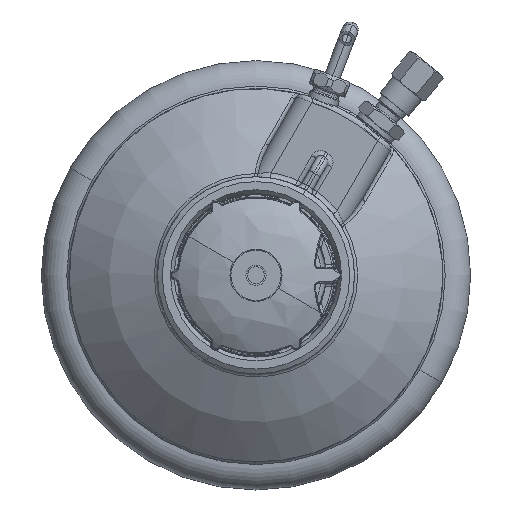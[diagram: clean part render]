
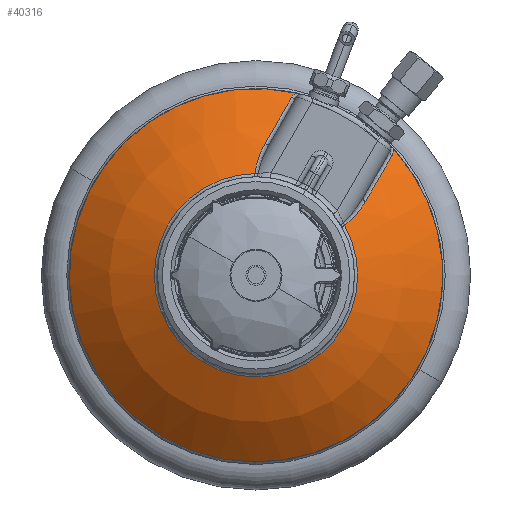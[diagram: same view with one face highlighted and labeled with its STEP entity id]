
A CAD part, front view. The second image highlights one B-rep face of the part: STEP entity #40316.
In plain terms, the highlighted spherical face has radius 84 mm.
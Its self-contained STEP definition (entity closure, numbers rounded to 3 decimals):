
#6077=CARTESIAN_POINT('',(2.851,-106.709,41.443));
#6078=CARTESIAN_POINT('',(3.087,-106.468,41.852));
#6079=CARTESIAN_POINT('',(3.559,-105.974,42.668));
#6080=CARTESIAN_POINT('',(4.261,-105.204,43.885));
#6081=CARTESIAN_POINT('',(4.955,-104.407,45.087));
#6082=CARTESIAN_POINT('',(5.639,-103.586,46.271));
#6083=CARTESIAN_POINT('',(6.311,-102.743,47.435));
#6084=CARTESIAN_POINT('',(6.986,-101.859,48.605));
#6085=CARTESIAN_POINT('',(7.676,-100.916,49.8));
#6086=CARTESIAN_POINT('',(8.374,-99.919,51.009));
#6087=CARTESIAN_POINT('',(9.074,-98.874,52.221));
#6088=CARTESIAN_POINT('',(9.777,-97.776,53.44));
#6089=CARTESIAN_POINT('',(10.484,-96.621,54.664));
#6090=CARTESIAN_POINT('',(10.959,-95.809,55.486));
#6091=CARTESIAN_POINT('',(11.197,-95.393,55.898));
#6093=CARTESIAN_POINT('',(-0.322,-111.37,
31.989));
#6094=CARTESIAN_POINT('',(-0.304,-111.284,
32.198));
#6095=CARTESIAN_POINT('',(-0.257,-111.101,
32.638));
#6096=CARTESIAN_POINT('',(-0.148,-110.792,
33.362));
#6097=CARTESIAN_POINT('',(0.004,-110.447,
34.15));
#6098=CARTESIAN_POINT('',(0.204,-110.063,
35.));
#6099=CARTESIAN_POINT('',(0.454,-109.643,
35.9));
#6100=CARTESIAN_POINT('',(0.753,-109.194,
36.831));
#6101=CARTESIAN_POINT('',(1.098,-108.718,37.782));
#6102=CARTESIAN_POINT('',(1.486,-108.225,38.732));
#6103=CARTESIAN_POINT('',(1.91,-107.722,39.667));
#6104=CARTESIAN_POINT('',(2.366,-107.214,40.577));
#6105=CARTESIAN_POINT('',(2.687,-106.877,41.158));
#6106=CARTESIAN_POINT('',(2.851,-106.709,41.443));
#6126=CARTESIAN_POINT('',(0.,-111.37,0.));
#6127=DIRECTION('',(0.,-1.,0.));
#6128=DIRECTION('',(-0.01,0.,1.));
#6129=AXIS2_PLACEMENT_3D('',#6126,#6127,#6128);
#6131=CARTESIAN_POINT('',(0.,-93.737,0.));
#6132=DIRECTION('',(0.,1.,0.));
#6133=DIRECTION('',(0.735,0.,0.678));
#6134=AXIS2_PLACEMENT_3D('',#6131,#6132,#6133);
#6136=CARTESIAN_POINT('',(0.,-93.737,0.));
#6137=DIRECTION('',(0.,1.,0.));
#6138=DIRECTION('',(-0.5,0.,-0.866));
#6139=AXIS2_PLACEMENT_3D('',#6136,#6137,#6138);
#6169=CARTESIAN_POINT('',(11.197,-95.393,55.898));
#6170=CARTESIAN_POINT('',(11.235,-95.326,55.964));
#6171=CARTESIAN_POINT('',(11.316,-95.195,56.093));
#6172=CARTESIAN_POINT('',(11.448,-95.004,56.274));
#6173=CARTESIAN_POINT('',(11.591,-94.822,56.443));
#6174=CARTESIAN_POINT('',(11.743,-94.649,56.598));
#6175=CARTESIAN_POINT('',(11.903,-94.485,56.741));
#6176=CARTESIAN_POINT('',(12.068,-94.332,56.869));
#6177=CARTESIAN_POINT('',(12.237,-94.191,56.984));
#6178=CARTESIAN_POINT('',(12.409,-94.06,57.085));
#6179=CARTESIAN_POINT('',(12.583,-93.94,57.173));
#6180=CARTESIAN_POINT('',(12.757,-93.832,57.248));
#6181=CARTESIAN_POINT('',(12.873,-93.768,57.29));
#6182=CARTESIAN_POINT('',(12.931,-93.737,57.309));
#6293=CARTESIAN_POINT('',(43.167,-93.737,39.852));
#6294=CARTESIAN_POINT('',(43.179,-93.767,39.793));
#6295=CARTESIAN_POINT('',(43.2,-93.832,39.673));
#6296=CARTESIAN_POINT('',(43.222,-93.94,39.484));
#6297=CARTESIAN_POINT('',(43.233,-94.06,39.289));
#6298=CARTESIAN_POINT('',(43.231,-94.191,39.089));
#6299=CARTESIAN_POINT('',(43.216,-94.332,38.885));
#6300=CARTESIAN_POINT('',(43.187,-94.485,38.678));
#6301=CARTESIAN_POINT('',(43.144,-94.649,38.469));
#6302=CARTESIAN_POINT('',(43.085,-94.822,38.26));
#6303=CARTESIAN_POINT('',(43.01,-95.004,38.051));
#6304=CARTESIAN_POINT('',(42.92,-95.195,37.846));
#6305=CARTESIAN_POINT('',(42.849,-95.326,37.712));
#6306=CARTESIAN_POINT('',(42.811,-95.393,37.646));
#6364=CARTESIAN_POINT('',(42.811,-95.393,37.646));
#6365=CARTESIAN_POINT('',(42.573,-95.81,37.233));
#6366=CARTESIAN_POINT('',(42.098,-96.622,36.411));
#6367=CARTESIAN_POINT('',(41.392,-97.775,35.188));
#6368=CARTESIAN_POINT('',(40.689,-98.873,33.971));
#6369=CARTESIAN_POINT('',(39.989,-99.918,32.758));
#6370=CARTESIAN_POINT('',(39.289,-100.917,31.546));
#6371=CARTESIAN_POINT('',(38.596,-101.864,30.346));
#6372=CARTESIAN_POINT('',(37.918,-102.751,29.171));
#6373=CARTESIAN_POINT('',(37.244,-103.596,28.004));
#6374=CARTESIAN_POINT('',(36.562,-104.415,26.822));
#6375=CARTESIAN_POINT('',(35.87,-105.209,25.625));
#6376=CARTESIAN_POINT('',(35.171,-105.976,24.414));
#6377=CARTESIAN_POINT('',(34.701,-106.468,23.6));
#6378=CARTESIAN_POINT('',(34.465,-106.709,23.19));
#25073=CARTESIAN_POINT('',(34.465,-106.709,
23.19));
#25074=CARTESIAN_POINT('',(34.3,-106.878,
22.905));
#25075=CARTESIAN_POINT('',(33.957,-107.214,
22.337));
#25076=CARTESIAN_POINT('',(33.397,-107.723,
21.487));
#25077=CARTESIAN_POINT('',(32.799,-108.226,
20.652));
#25078=CARTESIAN_POINT('',(32.17,-108.719,
19.84));
#25079=CARTESIAN_POINT('',(31.519,-109.195,
19.065));
#25080=CARTESIAN_POINT('',(30.861,-109.644,
18.341));
#25081=CARTESIAN_POINT('',(30.207,-110.064,
17.675));
#25082=CARTESIAN_POINT('',(29.57,-110.448,
17.076));
#25083=CARTESIAN_POINT('',(28.965,-110.793,
16.551));
#25084=CARTESIAN_POINT('',(28.393,-111.101,
16.095));
#25085=CARTESIAN_POINT('',(28.036,-111.284,
15.836));
#25086=CARTESIAN_POINT('',(27.864,-111.37,
15.716));
#28757=CARTESIAN_POINT('',(-29.375,-93.737,-50.879));
#28758=VERTEX_POINT('',#28757);
#28767=VERTEX_POINT('',#6169);
#28768=VERTEX_POINT('',#6182);
#28770=VERTEX_POINT('',#6077);
#28771=VERTEX_POINT('',#6093);
#28780=VERTEX_POINT('',#6293);
#28781=VERTEX_POINT('',#6306);
#28785=VERTEX_POINT('',#6378);
#28786=VERTEX_POINT('',#25086);
#40293=CARTESIAN_POINT('',(0.,-33.7,0.));
#40294=DIRECTION('',(0.,-1.,0.));
#40295=DIRECTION('',(-0.5,0.,-0.866));
#40296=AXIS2_PLACEMENT_3D('',#40293,#40294,#40295);
#40297=SPHERICAL_SURFACE('',#40296,84.);
#40299=ORIENTED_EDGE('',*,*,#40298,.F.);
#40300=ORIENTED_EDGE('',*,*,#40235,.F.);
#40301=ORIENTED_EDGE('',*,*,#40283,.F.);
#40303=ORIENTED_EDGE('',*,*,#40302,.T.);
#40305=ORIENTED_EDGE('',*,*,#40304,.F.);
#40307=ORIENTED_EDGE('',*,*,#40306,.F.);
#40309=ORIENTED_EDGE('',*,*,#40308,.F.);
#40311=ORIENTED_EDGE('',*,*,#40310,.T.);
#40313=ORIENTED_EDGE('',*,*,#40312,.T.);
#40314=EDGE_LOOP('',(#40299,#40300,#40301,#40303,#40305,#40307,#40309,#40311,
#40313));
#40315=FACE_OUTER_BOUND('',#40314,.F.);
#40316=ADVANCED_FACE('',(#40315),#40297,.T.);
#6092=B_SPLINE_CURVE_WITH_KNOTS('',3,(#6077,#6078,#6079,#6080,#6081,#6082,#6083,
#6084,#6085,#6086,#6087,#6088,#6089,#6090,#6091),.UNSPECIFIED.,.F.,.F.,(4,1,1,1,
1,1,1,1,1,1,1,1,4),(0.,0.083,0.167,0.25,
0.333,0.417,0.5,0.583,0.667,
0.75,0.833,0.917,1.),.UNSPECIFIED.);
#6107=B_SPLINE_CURVE_WITH_KNOTS('',3,(#6093,#6094,#6095,#6096,#6097,#6098,#6099,
#6100,#6101,#6102,#6103,#6104,#6105,#6106),.UNSPECIFIED.,.F.,.F.,(4,1,1,1,1,1,1,
1,1,1,1,4),(0.,0.091,0.182,0.273,
0.364,0.455,0.545,0.636,
0.727,0.818,0.909,1.),.UNSPECIFIED.);
#6130=CIRCLE('',#6129,31.991);
#6135=CIRCLE('',#6134,58.75);
#6140=CIRCLE('',#6139,58.75);
#6183=B_SPLINE_CURVE_WITH_KNOTS('',3,(#6169,#6170,#6171,#6172,#6173,#6174,#6175,
#6176,#6177,#6178,#6179,#6180,#6181,#6182),.UNSPECIFIED.,.F.,.F.,(4,1,1,1,1,1,1,
1,1,1,1,4),(0.,0.091,0.182,0.273,
0.364,0.455,0.545,0.636,
0.727,0.818,0.909,1.),.UNSPECIFIED.);
#6307=B_SPLINE_CURVE_WITH_KNOTS('',3,(#6293,#6294,#6295,#6296,#6297,#6298,#6299,
#6300,#6301,#6302,#6303,#6304,#6305,#6306),.UNSPECIFIED.,.F.,.F.,(4,1,1,1,1,1,1,
1,1,1,1,4),(0.,0.091,0.182,0.273,
0.364,0.455,0.545,0.636,
0.727,0.818,0.909,1.),.UNSPECIFIED.);
#6379=B_SPLINE_CURVE_WITH_KNOTS('',3,(#6364,#6365,#6366,#6367,#6368,#6369,#6370,
#6371,#6372,#6373,#6374,#6375,#6376,#6377,#6378),.UNSPECIFIED.,.F.,.F.,(4,1,1,1,
1,1,1,1,1,1,1,1,4),(0.,0.083,0.167,0.25,
0.333,0.417,0.5,0.583,0.667,
0.75,0.833,0.917,1.),.UNSPECIFIED.);
#25087=B_SPLINE_CURVE_WITH_KNOTS('',3,(#25073,#25074,#25075,#25076,#25077,
#25078,#25079,#25080,#25081,#25082,#25083,#25084,#25085,#25086),.UNSPECIFIED.,
.F.,.F.,(4,1,1,1,1,1,1,1,1,1,1,4),(0.,0.091,0.182,
0.273,0.364,0.455,0.545,
0.636,0.727,0.818,0.909,1.),
.UNSPECIFIED.);
#40235=EDGE_CURVE('',#28770,#28767,#6092,.T.);
#40283=EDGE_CURVE('',#28771,#28770,#6107,.T.);
#40298=EDGE_CURVE('',#28767,#28768,#6183,.T.);
#40302=EDGE_CURVE('',#28771,#28786,#6130,.T.);
#40304=EDGE_CURVE('',#28785,#28786,#25087,.T.);
#40306=EDGE_CURVE('',#28781,#28785,#6379,.T.);
#40308=EDGE_CURVE('',#28780,#28781,#6307,.T.);
#40310=EDGE_CURVE('',#28780,#28758,#6135,.T.);
#40312=EDGE_CURVE('',#28758,#28768,#6140,.T.);
